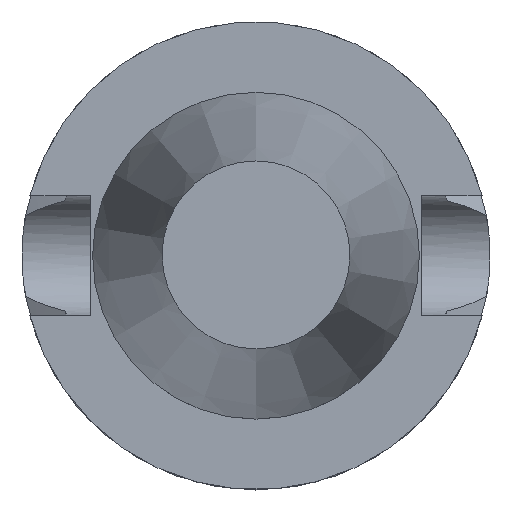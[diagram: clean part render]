
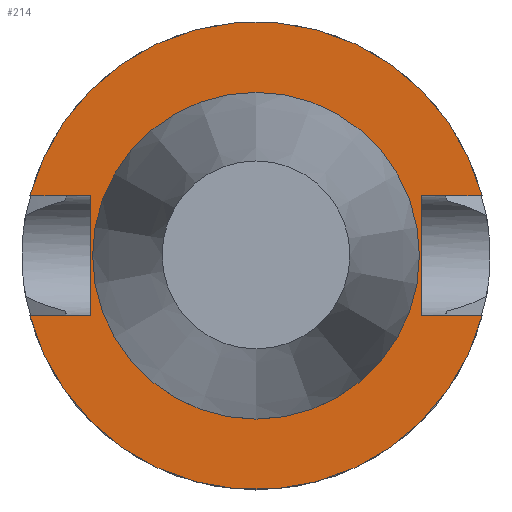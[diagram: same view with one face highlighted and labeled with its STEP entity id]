
A CAD part, top view. The second image highlights one B-rep face of the part: STEP entity #214.
In plain terms, the highlighted planar face has unit normal (0, 0, 1).
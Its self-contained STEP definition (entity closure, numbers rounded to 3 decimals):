
#118=EDGE_CURVE('240[2]',#354,#355,#356,.T.);
#128=EDGE_CURVE('240[2]',#370,#371,#372,.T.);
#165=EDGE_CURVE('240[2]',#430,#430,#431,.T.);
#170=EDGE_CURVE('240[2]',#355,#438,#439,.T.);
#214=ADVANCED_FACE('240[2]',(#502,#503),#504,.T.);
#229=EDGE_CURVE('240[2]',#371,#527,#528,.T.);
#283=EDGE_CURVE('240[2]',#438,#370,#597,.T.);
#287=EDGE_CURVE('240[2]',#410,#601,#602,.T.);
#312=EDGE_CURVE('240[2]',#527,#410,#634,.T.);
#323=EDGE_CURVE('240[2]',#601,#354,#647,.T.);
#354=VERTEX_POINT('',#671);
#355=VERTEX_POINT('',#672);
#356=LINE('',#673,#674);
#370=VERTEX_POINT('',#692);
#371=VERTEX_POINT('',#693);
#372=LINE('',#694,#695);
#410=VERTEX_POINT('',#773);
#430=VERTEX_POINT('',#800);
#431=CIRCLE('',#801,34.925);
#438=VERTEX_POINT('',#810);
#439=CIRCLE('',#811,50.0);
#502=FACE_OUTER_BOUND('',#949,.T.);
#503=FACE_BOUND('',#950,.T.);
#504=PLANE('',#951);
#527=VERTEX_POINT('',#1000);
#528=LINE('',#1001,#1002);
#597=LINE('',#1118,#1119);
#601=VERTEX_POINT('',#1125);
#602=LINE('',#1126,#1127);
#634=CIRCLE('',#1320,50.0);
#647=LINE('',#1350,#1351);
#671=CARTESIAN_POINT('',(35.4,12.85,-1.5));
#672=CARTESIAN_POINT('',(48.321,12.85,-1.5));
#673=CARTESIAN_POINT('',(17.7,12.85,-1.5));
#674=VECTOR('',#1377,1.0);
#692=CARTESIAN_POINT('',(-35.4,12.85,-1.5));
#693=CARTESIAN_POINT('',(-35.4,-12.85,-1.5));
#694=CARTESIAN_POINT('',(-35.4,14.806,-1.5));
#695=VECTOR('',#1395,1.0);
#773=CARTESIAN_POINT('',(48.321,-12.85,-1.5));
#800=CARTESIAN_POINT('',(0.,34.925,-1.5));
#801=AXIS2_PLACEMENT_3D('',#1457,#1458,#1459);
#810=CARTESIAN_POINT('',(-48.321,12.85,-1.5));
#811=AXIS2_PLACEMENT_3D('',#1466,#1467,#1468);
#949=EDGE_LOOP('',(#1518,#1519,#1520,#1521,#1522,#1523,#1524,#1525));
#950=EDGE_LOOP('',(#1526));
#951=AXIS2_PLACEMENT_3D('',#1527,#1528,#1529);
#1000=CARTESIAN_POINT('',(-48.321,-12.85,-1.5));
#1001=CARTESIAN_POINT('',(-17.7,-12.85,-1.5));
#1002=VECTOR('',#1550,1.0);
#1118=CARTESIAN_POINT('',(-17.7,12.85,-1.5));
#1119=VECTOR('',#1648,1.0);
#1125=CARTESIAN_POINT('',(35.4,-12.85,-1.5));
#1126=CARTESIAN_POINT('',(17.7,-12.85,-1.5));
#1127=VECTOR('',#1652,1.0);
#1320=AXIS2_PLACEMENT_3D('',#1687,#1688,#1689);
#1350=CARTESIAN_POINT('',(35.4,21.231,-1.5));
#1351=VECTOR('',#1702,1.0);
#1377=DIRECTION('',(1.0,0.0,0.));
#1395=DIRECTION('',(-0.0,-1.0,0.));
#1457=CARTESIAN_POINT('',(0.,0.,-1.5));
#1458=DIRECTION('',(0.,0.,1.0));
#1459=DIRECTION('',(0.,1.0,0.));
#1466=CARTESIAN_POINT('',(0.,0.,-1.5));
#1467=DIRECTION('',(0.,0.,1.0));
#1468=DIRECTION('',(0.,1.0,0.));
#1518=ORIENTED_EDGE('',*,*,#229,.T.);
#1519=ORIENTED_EDGE('',*,*,#312,.T.);
#1520=ORIENTED_EDGE('',*,*,#287,.T.);
#1521=ORIENTED_EDGE('',*,*,#323,.T.);
#1522=ORIENTED_EDGE('',*,*,#118,.T.);
#1523=ORIENTED_EDGE('',*,*,#170,.T.);
#1524=ORIENTED_EDGE('',*,*,#283,.T.);
#1525=ORIENTED_EDGE('',*,*,#128,.T.);
#1526=ORIENTED_EDGE('',*,*,#165,.F.);
#1527=CARTESIAN_POINT('',(0.,42.463,-1.5));
#1528=DIRECTION('',(0.,0.,1.0));
#1529=DIRECTION('',(1.0,0.,0.0));
#1550=DIRECTION('',(-1.0,0.0,0.));
#1648=DIRECTION('',(1.0,0.0,0.));
#1652=DIRECTION('',(-1.0,0.0,0.));
#1687=CARTESIAN_POINT('',(0.,0.,-1.5));
#1688=DIRECTION('',(0.,0.,1.0));
#1689=DIRECTION('',(0.,1.0,0.));
#1702=DIRECTION('',(-0.0,1.0,0.));
